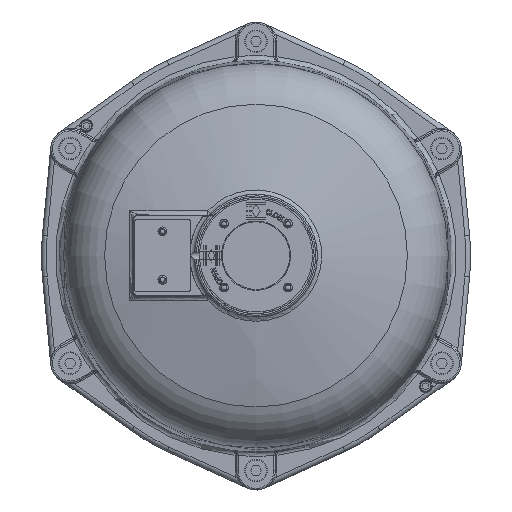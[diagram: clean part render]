
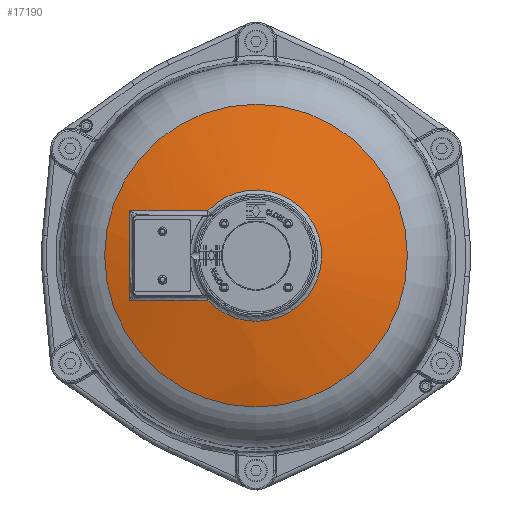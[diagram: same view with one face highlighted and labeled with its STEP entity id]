
A CAD part, top view. The second image highlights one B-rep face of the part: STEP entity #17190.
In plain terms, the highlighted spherical face has radius 316 mm.
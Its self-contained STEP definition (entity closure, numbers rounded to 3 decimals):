
#646=SPHERICAL_SURFACE('',#18545,316.);
#4192=FACE_OUTER_BOUND('',#5298,.T.);
#5298=EDGE_LOOP('',(#13031,#13032,#13033,#13034,#13035,#13036,#13037,#13038));
#5879=CIRCLE('',#18001,93.786);
#6191=CIRCLE('',#18457,303.944);
#6193=CIRCLE('',#18460,313.949);
#6196=CIRCLE('',#18464,313.949);
#6203=CIRCLE('',#18475,40.71);
#6205=CIRCLE('',#18477,40.71);
#6212=CIRCLE('',#18546,316.);
#6988=VERTEX_POINT('',#28319);
#7339=VERTEX_POINT('',#42491);
#7346=VERTEX_POINT('',#42807);
#7355=VERTEX_POINT('',#43375);
#7357=VERTEX_POINT('',#43381);
#7361=VERTEX_POINT('',#43398);
#8703=EDGE_CURVE('',#6988,#6988,#5879,.T.);
#9292=EDGE_CURVE('',#7346,#7339,#6191,.T.);
#9294=EDGE_CURVE('',#7339,#7355,#6193,.T.);
#9297=EDGE_CURVE('',#7357,#7346,#6196,.T.);
#9306=EDGE_CURVE('',#7355,#7361,#6203,.T.);
#9308=EDGE_CURVE('',#7361,#7357,#6205,.T.);
#9346=EDGE_CURVE('',#7361,#6988,#6212,.T.);
#13031=ORIENTED_EDGE('',*,*,#9306,.T.);
#13032=ORIENTED_EDGE('',*,*,#9346,.T.);
#13033=ORIENTED_EDGE('',*,*,#8703,.F.);
#13034=ORIENTED_EDGE('',*,*,#9346,.F.);
#13035=ORIENTED_EDGE('',*,*,#9308,.T.);
#13036=ORIENTED_EDGE('',*,*,#9297,.T.);
#13037=ORIENTED_EDGE('',*,*,#9292,.T.);
#13038=ORIENTED_EDGE('',*,*,#9294,.T.);
#17190=ADVANCED_FACE('',(#4192),#646,.T.);
#18001=AXIS2_PLACEMENT_3D('',#28321,#20454,#20455);
#18457=AXIS2_PLACEMENT_3D('',#43372,#21536,#21537);
#18460=AXIS2_PLACEMENT_3D('',#43376,#21542,#21543);
#18464=AXIS2_PLACEMENT_3D('',#43382,#21550,#21551);
#18475=AXIS2_PLACEMENT_3D('',#43399,#21574,#21575);
#18477=AXIS2_PLACEMENT_3D('',#43401,#21578,#21579);
#18545=AXIS2_PLACEMENT_3D('',#43538,#21741,#21742);
#18546=AXIS2_PLACEMENT_3D('',#43539,#21743,#21744);
#20454=DIRECTION('center_axis',(0.,0.,-1.));
#20455=DIRECTION('ref_axis',(0.,1.,0.));
#21536=DIRECTION('center_axis',(-1.,0.,
0.026));
#21537=DIRECTION('ref_axis',(-0.026,0.,-1.));
#21542=DIRECTION('center_axis',(0.,1.,
0.026));
#21543=DIRECTION('ref_axis',(0.,0.026,-1.));
#21550=DIRECTION('center_axis',(0.,-1.,
0.026));
#21551=DIRECTION('ref_axis',(0.,0.026,1.));
#21574=DIRECTION('center_axis',(0.,0.,-1.));
#21575=DIRECTION('ref_axis',(0.,1.,0.));
#21578=DIRECTION('center_axis',(0.,0.,-1.));
#21579=DIRECTION('ref_axis',(0.,1.,0.));
#21741=DIRECTION('center_axis',(0.,0.,1.));
#21742=DIRECTION('ref_axis',(0.,1.,0.));
#21743=DIRECTION('center_axis',(1.,0.,0.));
#21744=DIRECTION('ref_axis',(0.,-1.,0.));
#28319=CARTESIAN_POINT('',(0.,-93.786,-16.178));
#28321=CARTESIAN_POINT('Origin',(0.,0.,
-16.178));
#42491=CARTESIAN_POINT('',(-78.499,27.979,-13.127));
#42807=CARTESIAN_POINT('',(-78.499,-27.979,-13.127));
#43372=CARTESIAN_POINT('Origin',(-86.422,0.,
-315.677));
#43375=CARTESIAN_POINT('',(-29.783,27.755,-4.573));
#43376=CARTESIAN_POINT('Origin',(0.,35.936,
-316.999));
#43381=CARTESIAN_POINT('',(-29.783,-27.755,-4.573));
#43382=CARTESIAN_POINT('Origin',(0.,-35.936,
-316.999));
#43398=CARTESIAN_POINT('',(0.,-40.71,-4.573));
#43399=CARTESIAN_POINT('Origin',(0.,0.,
-4.573));
#43401=CARTESIAN_POINT('Origin',(0.,0.,
-4.573));
#43538=CARTESIAN_POINT('Origin',(0.,0.,
-317.94));
#43539=CARTESIAN_POINT('Origin',(0.,0.,
-317.94));
